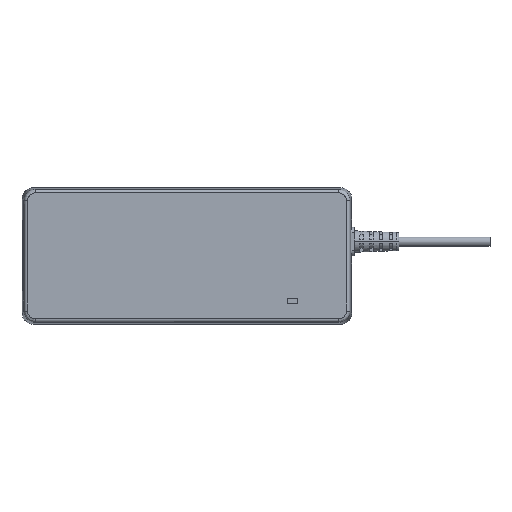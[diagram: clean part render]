
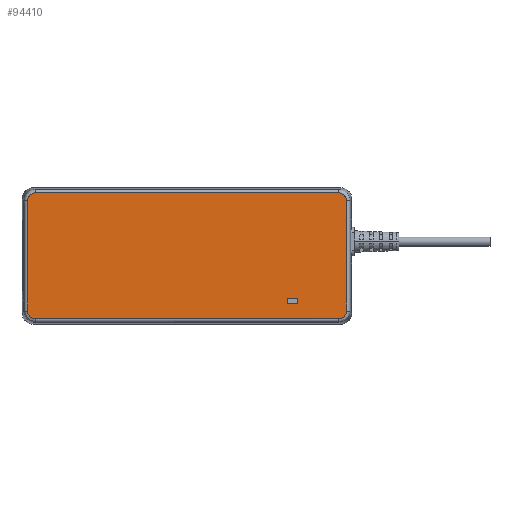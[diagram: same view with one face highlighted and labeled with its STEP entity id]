
A CAD part, top view. The second image highlights one B-rep face of the part: STEP entity #94410.
In plain terms, the highlighted planar face has unit normal (0, 0, 1).
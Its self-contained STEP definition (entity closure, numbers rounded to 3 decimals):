
#92500=CARTESIAN_POINT('',(105.576,32.197,20.));
#92510=VERTEX_POINT('',#92500);
#92560=CARTESIAN_POINT('',(105.586,79.172,20.));
#92570=DIRECTION('',(0.,-1.,0.));
#92580=VECTOR('',#92570,1.);
#92590=LINE('',#92560,#92580);
#92600=CARTESIAN_POINT('',(105.576,29.894,20.));
#92610=VERTEX_POINT('',#92600);
#92620=EDGE_CURVE('',#92510,#92610,#92590,.T.);
#92900=CARTESIAN_POINT('',(101.073,29.894,20.));
#92910=VERTEX_POINT('',#92900);
#92960=CARTESIAN_POINT('',(101.063,79.172,20.));
#92970=DIRECTION('',(0.,1.,0.));
#92980=VECTOR('',#92970,1.);
#92990=LINE('',#92960,#92980);
#93000=CARTESIAN_POINT('',(101.073,32.197,20.));
#93010=VERTEX_POINT('',#93000);
#93020=EDGE_CURVE('',#92910,#93010,#92990,.T.);
#93270=CARTESIAN_POINT('',(-13.961,32.207,20.));
#93280=DIRECTION('',(1.,0.,0.));
#93290=VECTOR('',#93280,1.);
#93300=LINE('',#93270,#93290);
#93310=EDGE_CURVE('',#93010,#92510,#93300,.T.);
#93430=CARTESIAN_POINT('',(75.266,31.841,20.));
#93440=DIRECTION('',(0.,0.,1.));
#93450=DIRECTION('',(1.,0.,0.));
#93460=AXIS2_PLACEMENT_3D('',#93430,#93440,#93450);
#93470=PLANE('',#93460);
#93480=CARTESIAN_POINT('',(126.948,26.548,20.));
#93490=CARTESIAN_POINT('',(126.948,25.634,20.));
#93500=CARTESIAN_POINT('',(126.615,24.752,
20.));
#93510=CARTESIAN_POINT('',(126.025,23.979,
20.));
#93520=CARTESIAN_POINT('',(125.251,23.388,
20.));
#93530=CARTESIAN_POINT('',(124.369,23.055,20.));
#93540=CARTESIAN_POINT('',(123.455,23.055,20.));
#93550=B_SPLINE_CURVE_WITH_KNOTS('',6,(#93480,#93490,#93500,#93510,
#93520,#93530,#93540),.UNSPECIFIED.,.F.,.F.,(7,7),(0.,1.),.UNSPECIFIED.)
;
#93560=CARTESIAN_POINT('',(126.948,26.548,20.));
#93570=VERTEX_POINT('',#93560);
#93580=CARTESIAN_POINT('',(123.455,23.055,20.));
#93590=VERTEX_POINT('',#93580);
#93600=EDGE_CURVE('',#93570,#93590,#93550,.T.);
#93610=ORIENTED_EDGE('',*,*,#93600,.F.);
#93620=CARTESIAN_POINT('',(-8.961,23.055,20.));
#93630=DIRECTION('',(-1.,0.,0.));
#93640=VECTOR('',#93630,1.);
#93650=LINE('',#93620,#93640);
#93660=CARTESIAN_POINT('',(-9.814,23.055,20.));
#93670=VERTEX_POINT('',#93660);
#93680=EDGE_CURVE('',#93590,#93670,#93650,.T.);
#93690=ORIENTED_EDGE('',*,*,#93680,.F.);
#93700=CARTESIAN_POINT('',(-9.814,23.055,20.));
#93710=CARTESIAN_POINT('',(-10.729,23.055,20.));
#93720=CARTESIAN_POINT('',(-11.611,23.388,
20.));
#93730=CARTESIAN_POINT('',(-12.384,23.979,
20.));
#93740=CARTESIAN_POINT('',(-12.975,24.752,
20.));
#93750=CARTESIAN_POINT('',(-13.308,25.634,20.));
#93760=CARTESIAN_POINT('',(-13.308,26.548,20.));
#93770=B_SPLINE_CURVE_WITH_KNOTS('',6,(#93700,#93710,#93720,#93730,
#93740,#93750,#93760),.UNSPECIFIED.,.F.,.F.,(7,7),(0.,1.),.UNSPECIFIED.)
;
#93780=CARTESIAN_POINT('',(-13.308,26.548,20.));
#93790=VERTEX_POINT('',#93780);
#93800=EDGE_CURVE('',#93670,#93790,#93770,.T.);
#93810=ORIENTED_EDGE('',*,*,#93800,.F.);
#93820=CARTESIAN_POINT('',(-13.308,79.172,20.));
#93830=DIRECTION('',(0.,1.,0.));
#93840=VECTOR('',#93830,1.);
#93850=LINE('',#93820,#93840);
#93860=CARTESIAN_POINT('',(-13.308,74.977,20.));
#93870=VERTEX_POINT('',#93860);
#93880=EDGE_CURVE('',#93790,#93870,#93850,.T.);
#93890=ORIENTED_EDGE('',*,*,#93880,.F.);
#93900=CARTESIAN_POINT('',(-13.308,74.977,20.));
#93910=CARTESIAN_POINT('',(-13.308,75.892,20.));
#93920=CARTESIAN_POINT('',(-12.975,76.774,
20.));
#93930=CARTESIAN_POINT('',(-12.384,77.547,
20.));
#93940=CARTESIAN_POINT('',(-11.611,78.138,
20.));
#93950=CARTESIAN_POINT('',(-10.729,78.471,20.));
#93960=CARTESIAN_POINT('',(-9.814,78.471,20.));
#93970=B_SPLINE_CURVE_WITH_KNOTS('',6,(#93900,#93910,#93920,#93930,
#93940,#93950,#93960),.UNSPECIFIED.,.F.,.F.,(7,7),(0.,1.),.UNSPECIFIED.)
;
#93980=CARTESIAN_POINT('',(-9.814,78.471,20.));
#93990=VERTEX_POINT('',#93980);
#94000=EDGE_CURVE('',#93870,#93990,#93970,.T.);
#94010=ORIENTED_EDGE('',*,*,#94000,.F.);
#94020=CARTESIAN_POINT('',(-8.961,78.471,20.));
#94030=DIRECTION('',(1.,0.,0.));
#94040=VECTOR('',#94030,1.);
#94050=LINE('',#94020,#94040);
#94060=CARTESIAN_POINT('',(123.455,78.471,20.));
#94070=VERTEX_POINT('',#94060);
#94080=EDGE_CURVE('',#93990,#94070,#94050,.T.);
#94090=ORIENTED_EDGE('',*,*,#94080,.F.);
#94100=CARTESIAN_POINT('',(123.455,78.471,20.));
#94110=CARTESIAN_POINT('',(124.369,78.471,20.));
#94120=CARTESIAN_POINT('',(125.251,78.138,
20.));
#94130=CARTESIAN_POINT('',(126.025,77.547,
20.));
#94140=CARTESIAN_POINT('',(126.615,76.774,
20.));
#94150=CARTESIAN_POINT('',(126.948,75.892,20.));
#94160=CARTESIAN_POINT('',(126.948,74.977,20.));
#94170=B_SPLINE_CURVE_WITH_KNOTS('',6,(#94100,#94110,#94120,#94130,
#94140,#94150,#94160),.UNSPECIFIED.,.F.,.F.,(7,7),(0.,1.),.UNSPECIFIED.)
;
#94180=CARTESIAN_POINT('',(126.948,74.977,20.));
#94190=VERTEX_POINT('',#94180);
#94200=EDGE_CURVE('',#94070,#94190,#94170,.T.);
#94210=ORIENTED_EDGE('',*,*,#94200,.F.);
#94220=CARTESIAN_POINT('',(126.948,79.332,20.));
#94230=DIRECTION('',(0.,-1.,0.));
#94240=VECTOR('',#94230,1.);
#94250=LINE('',#94220,#94240);
#94260=EDGE_CURVE('',#94190,#93570,#94250,.T.);
#94270=ORIENTED_EDGE('',*,*,#94260,.F.);
#94280=EDGE_LOOP('',(#94270,#94210,#94090,#94010,#93890,#93810,#93690,
#93610));
#94290=FACE_OUTER_BOUND('',#94280,.T.);
#94300=ORIENTED_EDGE('',*,*,#93020,.T.);
#94310=CARTESIAN_POINT('',(-13.961,29.884,20.));
#94320=DIRECTION('',(-1.,0.,0.));
#94330=VECTOR('',#94320,1.);
#94340=LINE('',#94310,#94330);
#94350=EDGE_CURVE('',#92610,#92910,#94340,.T.);
#94360=ORIENTED_EDGE('',*,*,#94350,.T.);
#94370=ORIENTED_EDGE('',*,*,#92620,.T.);
#94380=ORIENTED_EDGE('',*,*,#93310,.T.);
#94390=EDGE_LOOP('',(#94380,#94370,#94360,#94300));
#94400=FACE_BOUND('',#94390,.T.);
#94410=ADVANCED_FACE('',(#94290,#94400),#93470,.T.);
